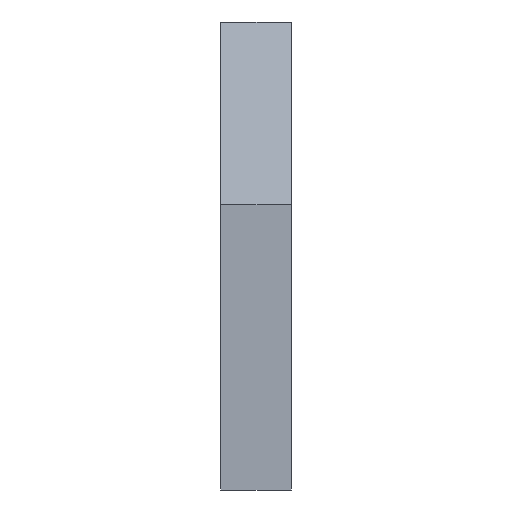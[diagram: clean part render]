
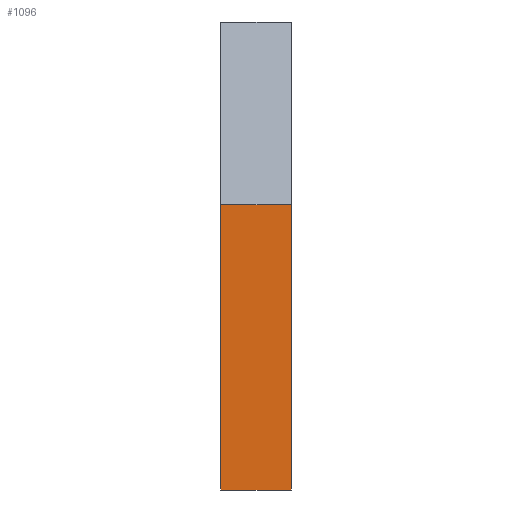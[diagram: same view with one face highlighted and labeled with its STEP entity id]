
A CAD part, left-side view. The second image highlights one B-rep face of the part: STEP entity #1096.
In plain terms, the highlighted planar face has unit normal (-1, 0, 0).
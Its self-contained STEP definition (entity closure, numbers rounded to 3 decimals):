
#38=PLANE('',#1192);
#128=FACE_OUTER_BOUND('',#192,.T.);
#192=EDGE_LOOP('',(#973,#974,#975,#976));
#311=LINE('',#3226,#375);
#328=LINE('',#4090,#392);
#330=LINE('',#4094,#394);
#335=LINE('',#4104,#399);
#375=VECTOR('',#1319,10.);
#392=VECTOR('',#1404,10.);
#394=VECTOR('',#1408,10.);
#399=VECTOR('',#1419,10.);
#479=VERTEX_POINT('',#3223);
#480=VERTEX_POINT('',#3225);
#505=VERTEX_POINT('',#4088);
#506=VERTEX_POINT('',#4092);
#620=EDGE_CURVE('',#479,#480,#311,.F.);
#664=EDGE_CURVE('',#505,#479,#328,.F.);
#666=EDGE_CURVE('',#506,#480,#330,.T.);
#671=EDGE_CURVE('',#506,#505,#335,.F.);
#973=ORIENTED_EDGE('',*,*,#666,.T.);
#974=ORIENTED_EDGE('',*,*,#620,.F.);
#975=ORIENTED_EDGE('',*,*,#664,.F.);
#976=ORIENTED_EDGE('',*,*,#671,.F.);
#1096=ADVANCED_FACE('',(#128),#38,.T.);
#1192=AXIS2_PLACEMENT_3D('',#4103,#1417,#1418);
#1319=DIRECTION('',(0.,0.,-1.));
#1404=DIRECTION('',(0.,-1.,0.));
#1408=DIRECTION('',(0.,1.,0.));
#1417=DIRECTION('center_axis',(-1.,0.,0.));
#1418=DIRECTION('ref_axis',(0.,1.,0.));
#1419=DIRECTION('',(0.,0.,1.));
#3223=CARTESIAN_POINT('',(-224.403,39.227,-0.3));
#3225=CARTESIAN_POINT('',(-224.403,39.227,19.999));
#3226=CARTESIAN_POINT('',(-224.403,39.227,20.753));
#4088=CARTESIAN_POINT('',(-224.403,34.227,-0.3));
#4090=CARTESIAN_POINT('',(-224.403,23.477,-0.3));
#4092=CARTESIAN_POINT('',(-224.403,34.227,19.999));
#4094=CARTESIAN_POINT('',(-224.403,24.693,19.999));
#4103=CARTESIAN_POINT('Origin',(-224.403,10.892,25.156));
#4104=CARTESIAN_POINT('',(-224.403,34.227,20.753));
